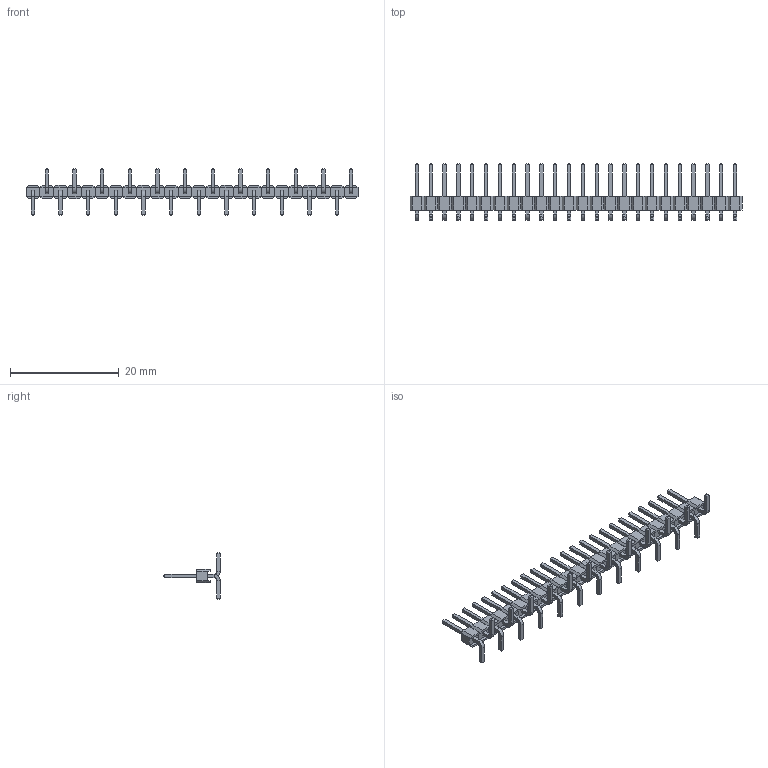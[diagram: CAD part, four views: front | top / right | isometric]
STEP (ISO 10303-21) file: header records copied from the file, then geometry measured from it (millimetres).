
FILE_DESCRIPTION (( 'STEP AP214' ), '1' );
FILE_NAME ('PLS-24SMD.STEP', '2019-07-03T10:31:17', ( '' ), ( '' ), 'SwSTEP 2.0', 'SolidWorks 2018', '' );
FILE_SCHEMA (( 'AUTOMOTIVE_DESIGN' ));
Length unit declared in the file: millimetre
Products named in the file (2): PLS_SMD; PLS-24SMD
Assembly tree (24 placements, depth 2):
  PLS-24SMD
    PLS_SMD  x24
Bounding box: 60.96 x 10.36 x 8.54 mm (x, y, z)
Volume: 432.2 mm3; surface area: 1594.9 mm2
Topology: 24 solids, 24 shells, 960 faces, 2112 edges, 1248 vertices
Faces by surface type: plane 912, cylinder 48
Entity records: 1746 total; most frequent: DIRECTION 226, CARTESIAN_POINT 207, ORIENTED_EDGE 176, EDGE_CURVE 88, LINE 84, VECTOR 84, AXIS2_PLACEMENT_3D 71, VERTEX_POINT 52
